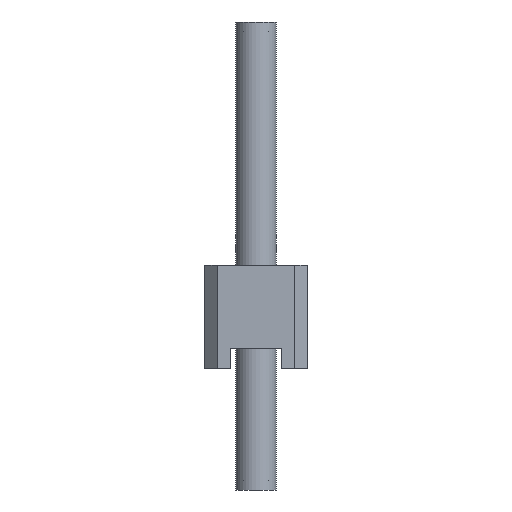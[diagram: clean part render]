
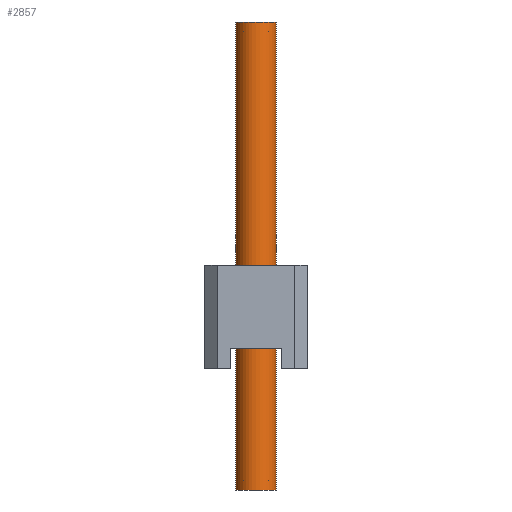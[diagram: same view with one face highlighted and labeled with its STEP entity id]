
A CAD part, left-side view. The second image highlights one B-rep face of the part: STEP entity #2857.
In plain terms, the highlighted cylindrical face has radius 0.5 mm (diameter 1 mm), a full revolution.
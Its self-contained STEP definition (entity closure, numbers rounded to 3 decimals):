
#1628=ORIENTED_EDGE('',*,*,#2032,.F.);
#1629=ORIENTED_EDGE('',*,*,#2033,.T.);
#2032=EDGE_CURVE('',#2302,#2302,#2368,.T.);
#2033=EDGE_CURVE('',#2303,#2303,#2369,.T.);
#2302=VERTEX_POINT('',#4719);
#2303=VERTEX_POINT('',#4721);
#2368=CIRCLE('',#3113,0.5);
#2369=CIRCLE('',#3114,0.5);
#2524=EDGE_LOOP('',(#1628));
#2525=EDGE_LOOP('',(#1629));
#2680=FACE_BOUND('',#2524,.T.);
#2681=FACE_BOUND('',#2525,.T.);
#2718=CYLINDRICAL_SURFACE('',#3112,0.5);
#2857=ADVANCED_FACE('',(#2680,#2681),#2718,.F.);
#3112=AXIS2_PLACEMENT_3D('',#4717,#3885,#3886);
#3113=AXIS2_PLACEMENT_3D('',#4718,#3887,#3888);
#3114=AXIS2_PLACEMENT_3D('',#4720,#3889,#3890);
#3885=DIRECTION('',(0.,0.,1.));
#3886=DIRECTION('',(1.,0.,0.));
#3887=DIRECTION('',(0.,0.,-1.));
#3888=DIRECTION('',(1.,0.,0.));
#3889=DIRECTION('',(0.,0.,-1.));
#3890=DIRECTION('',(1.,0.,0.));
#4717=CARTESIAN_POINT('',(0.,0.,0.));
#4718=CARTESIAN_POINT('',(0.,0.,11.54));
#4719=CARTESIAN_POINT('',(0.5,0.,11.54));
#4720=CARTESIAN_POINT('',(0.,0.,0.));
#4721=CARTESIAN_POINT('',(0.5,0.,0.));
